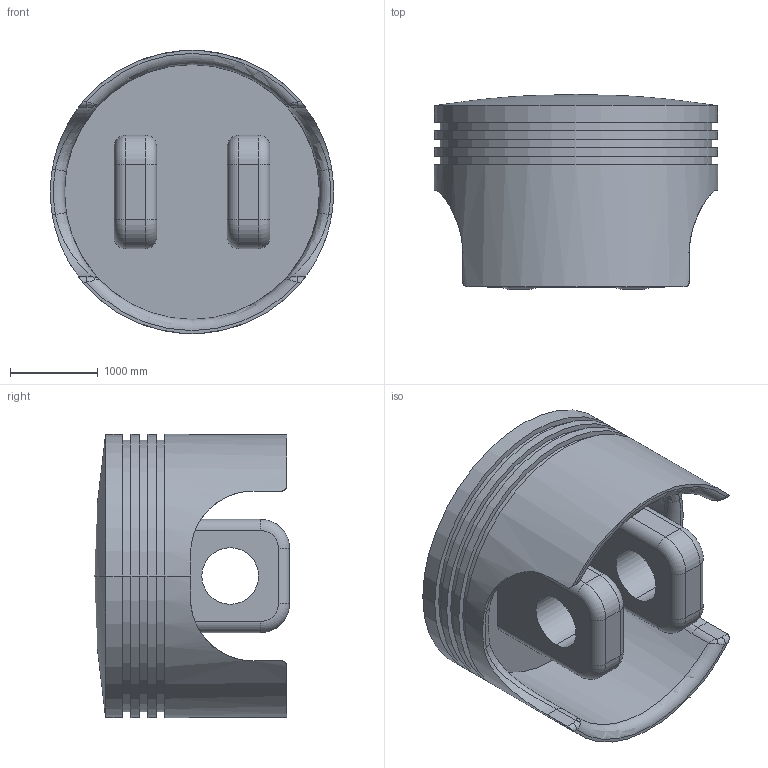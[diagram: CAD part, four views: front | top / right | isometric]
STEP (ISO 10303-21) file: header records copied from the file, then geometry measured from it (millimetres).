
FILE_DESCRIPTION((''),'2;1');
FILE_NAME('PISTON','2026-01-05T14:44:23',('H576696'),('Honeywell International Inc.'),'CREO PARAMETRIC BY PTC INC, 2023134','CREO PARAMETRIC BY PTC INC, 2023134','');
FILE_SCHEMA(('AUTOMOTIVE_DESIGN { 1 0 10303 214 1 1 1 1 }'));
Length unit declared in the file: inch
Products named in the file (1): PISTON
Bounding box: 3225.8 x 2222.5 x 3225.8 mm (x, y, z)
Volume: 7637763547.4 mm3; surface area: 58201035.3 mm2
Topology: 1 solids, 1 shells, 99 faces, 232 edges, 141 vertices
Faces by surface type: cylinder 48, plane 25, bspline 12, torus 12, sphere 2
Entity records: 3653 total; most frequent: CARTESIAN_POINT 1247, DIRECTION 484, ORIENTED_EDGE 460, EDGE_CURVE 230, AXIS2_PLACEMENT_3D 198, VERTEX_POINT 141, EDGE_LOOP 111, CIRCLE 110
